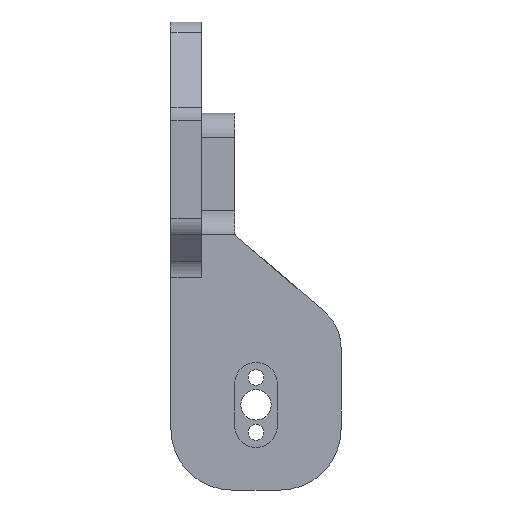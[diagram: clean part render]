
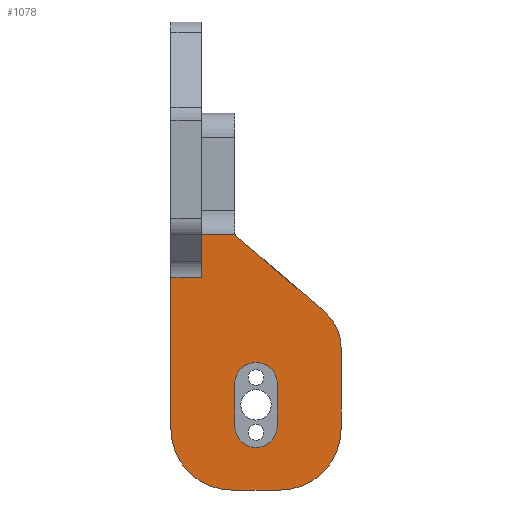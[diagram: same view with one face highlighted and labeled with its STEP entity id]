
A CAD part, left-side view. The second image highlights one B-rep face of the part: STEP entity #1078.
In plain terms, the highlighted planar face has unit normal (-1, 0, 0).
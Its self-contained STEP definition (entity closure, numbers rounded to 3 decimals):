
#29=FACE_BOUND('',#166,.T.);
#56=PLANE('',#1203);
#95=FACE_OUTER_BOUND('',#165,.T.);
#165=EDGE_LOOP('',(#883,#884,#885,#886,#887,#888,#889,#890,#891,#892));
#166=EDGE_LOOP('',(#893,#894,#895,#896));
#214=LINE('',#1642,#313);
#257=LINE('',#1757,#356);
#277=LINE('',#1809,#376);
#278=LINE('',#1812,#377);
#279=LINE('',#1813,#378);
#280=LINE('',#1814,#379);
#281=LINE('',#1818,#380);
#282=LINE('',#1822,#381);
#283=LINE('',#1826,#382);
#313=VECTOR('',#1316,7.056);
#356=VECTOR('',#1415,24.944);
#376=VECTOR('',#1469,13.321);
#377=VECTOR('',#1472,19.369);
#378=VECTOR('',#1473,5.5);
#379=VECTOR('',#1474,5.);
#380=VECTOR('',#1477,8.);
#381=VECTOR('',#1480,7.);
#382=VECTOR('',#1483,7.);
#443=CIRCLE('',#1204,8.);
#444=CIRCLE('',#1205,10.);
#445=CIRCLE('',#1206,10.);
#446=CIRCLE('',#1207,3.5);
#447=CIRCLE('',#1208,3.5);
#475=VERTEX_POINT('',#1640);
#476=VERTEX_POINT('',#1641);
#519=VERTEX_POINT('',#1754);
#520=VERTEX_POINT('',#1756);
#533=VERTEX_POINT('',#1800);
#534=VERTEX_POINT('',#1807);
#535=VERTEX_POINT('',#1808);
#536=VERTEX_POINT('',#1810);
#537=VERTEX_POINT('',#1815);
#538=VERTEX_POINT('',#1817);
#539=VERTEX_POINT('',#1820);
#540=VERTEX_POINT('',#1821);
#541=VERTEX_POINT('',#1823);
#542=VERTEX_POINT('',#1825);
#585=EDGE_CURVE('',#475,#476,#214,.T.);
#645=EDGE_CURVE('',#520,#519,#257,.T.);
#673=EDGE_CURVE('',#534,#535,#277,.T.);
#674=EDGE_CURVE('',#534,#536,#443,.T.);
#675=EDGE_CURVE('',#533,#536,#278,.T.);
#676=EDGE_CURVE('',#533,#475,#279,.T.);
#677=EDGE_CURVE('',#476,#520,#280,.T.);
#678=EDGE_CURVE('',#519,#537,#444,.T.);
#679=EDGE_CURVE('',#537,#538,#281,.T.);
#680=EDGE_CURVE('',#538,#535,#445,.T.);
#681=EDGE_CURVE('',#539,#540,#282,.T.);
#682=EDGE_CURVE('',#539,#541,#446,.T.);
#683=EDGE_CURVE('',#542,#541,#283,.T.);
#684=EDGE_CURVE('',#542,#540,#447,.T.);
#883=ORIENTED_EDGE('',*,*,#673,.F.);
#884=ORIENTED_EDGE('',*,*,#674,.T.);
#885=ORIENTED_EDGE('',*,*,#675,.F.);
#886=ORIENTED_EDGE('',*,*,#676,.T.);
#887=ORIENTED_EDGE('',*,*,#585,.T.);
#888=ORIENTED_EDGE('',*,*,#677,.T.);
#889=ORIENTED_EDGE('',*,*,#645,.T.);
#890=ORIENTED_EDGE('',*,*,#678,.T.);
#891=ORIENTED_EDGE('',*,*,#679,.T.);
#892=ORIENTED_EDGE('',*,*,#680,.T.);
#893=ORIENTED_EDGE('',*,*,#681,.F.);
#894=ORIENTED_EDGE('',*,*,#682,.T.);
#895=ORIENTED_EDGE('',*,*,#683,.F.);
#896=ORIENTED_EDGE('',*,*,#684,.T.);
#1078=ADVANCED_FACE('',(#95,#29),#56,.F.);
#1203=AXIS2_PLACEMENT_3D('',#1806,#1467,#1468);
#1204=AXIS2_PLACEMENT_3D('',#1811,#1470,#1471);
#1205=AXIS2_PLACEMENT_3D('',#1816,#1475,#1476);
#1206=AXIS2_PLACEMENT_3D('',#1819,#1478,#1479);
#1207=AXIS2_PLACEMENT_3D('',#1824,#1481,#1482);
#1208=AXIS2_PLACEMENT_3D('',#1827,#1484,#1485);
#1316=DIRECTION('',(0.,0.,-1.));
#1415=DIRECTION('',(0.,0.,-1.));
#1467=DIRECTION('center_axis',(1.,0.,0.));
#1468=DIRECTION('ref_axis',(0.,1.,0.));
#1469=DIRECTION('',(0.,0.,-1.));
#1470=DIRECTION('center_axis',(-1.,0.,0.));
#1471=DIRECTION('ref_axis',(0.,1.,0.));
#1472=DIRECTION('',(0.,-0.759,-0.651));
#1473=DIRECTION('',(0.,1.,0.));
#1474=DIRECTION('',(0.,1.,0.));
#1475=DIRECTION('center_axis',(-1.,0.,0.));
#1476=DIRECTION('ref_axis',(0.,1.,0.));
#1477=DIRECTION('',(0.,-1.,0.));
#1478=DIRECTION('center_axis',(-1.,0.,0.));
#1479=DIRECTION('ref_axis',(0.,1.,0.));
#1480=DIRECTION('',(0.,0.,-1.));
#1481=DIRECTION('center_axis',(1.,0.,0.));
#1482=DIRECTION('ref_axis',(0.,1.,0.));
#1483=DIRECTION('',(0.,0.,1.));
#1484=DIRECTION('center_axis',(1.,0.,0.));
#1485=DIRECTION('ref_axis',(0.,1.,0.));
#1640=CARTESIAN_POINT('',(6.,0.,-35.));
#1641=CARTESIAN_POINT('',(6.,0.,-42.056));
#1642=CARTESIAN_POINT('',(6.,0.,-35.));
#1754=CARTESIAN_POINT('',(6.,5.,-67.));
#1756=CARTESIAN_POINT('',(6.,5.,-42.056));
#1757=CARTESIAN_POINT('',(6.,5.,-42.056));
#1800=CARTESIAN_POINT('',(6.,-5.5,-35.));
#1806=CARTESIAN_POINT('Origin',(6.,5.,-40.));
#1807=CARTESIAN_POINT('',(6.,-23.,-53.679));
#1808=CARTESIAN_POINT('',(6.,-23.,-67.));
#1809=CARTESIAN_POINT('',(6.,-23.,-53.679));
#1810=CARTESIAN_POINT('',(6.,-20.206,-47.605));
#1811=CARTESIAN_POINT('Origin',(6.,-15.,-53.679));
#1812=CARTESIAN_POINT('',(6.,-5.5,-35.));
#1813=CARTESIAN_POINT('',(6.,-5.5,-35.));
#1814=CARTESIAN_POINT('',(6.,0.,-42.056));
#1815=CARTESIAN_POINT('',(6.,-5.,-77.));
#1816=CARTESIAN_POINT('Origin',(6.,-5.,-67.));
#1817=CARTESIAN_POINT('',(6.,-13.,-77.));
#1818=CARTESIAN_POINT('',(6.,-5.,-77.));
#1819=CARTESIAN_POINT('Origin',(6.,-13.,-67.));
#1820=CARTESIAN_POINT('',(6.,-5.5,-59.5));
#1821=CARTESIAN_POINT('',(6.,-5.5,-66.5));
#1822=CARTESIAN_POINT('',(6.,-5.5,-59.5));
#1823=CARTESIAN_POINT('',(6.,-12.5,-59.5));
#1824=CARTESIAN_POINT('Origin',(6.,-9.,-59.5));
#1825=CARTESIAN_POINT('',(6.,-12.5,-66.5));
#1826=CARTESIAN_POINT('',(6.,-12.5,-66.5));
#1827=CARTESIAN_POINT('Origin',(6.,-9.,-66.5));
